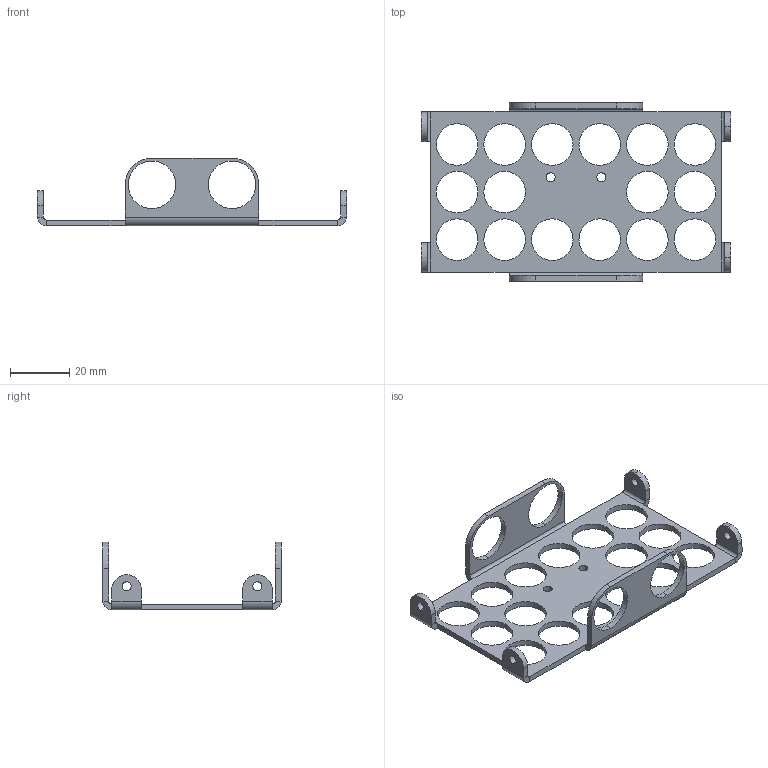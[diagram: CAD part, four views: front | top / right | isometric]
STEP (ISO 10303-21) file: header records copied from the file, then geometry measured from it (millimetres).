
FILE_DESCRIPTION (( 'STEP AP203' ), '1' );
FILE_NAME ('shelf.STEP', '2016-09-19T20:17:56', ( '' ), ( '' ), 'SwSTEP 2.0', 'SolidWorks 2015', '' );
FILE_SCHEMA (( 'CONFIG_CONTROL_DESIGN' ));
Length unit declared in the file: millimetre
Products named in the file (1): shelf
Bounding box: 104 x 60 x 22.86 mm (x, y, z)
Volume: 8839.8 mm3; surface area: 11681.2 mm2
Topology: 1 solids, 1 shells, 120 faces, 306 edges, 188 vertices
Faces by surface type: cylinder 74, plane 46
Entity records: 3815 total; most frequent: DIRECTION 696, CARTESIAN_POINT 615, ORIENTED_EDGE 612, EDGE_CURVE 306, AXIS2_PLACEMENT_3D 269, VERTEX_POINT 188, EDGE_LOOP 172, LINE 158
